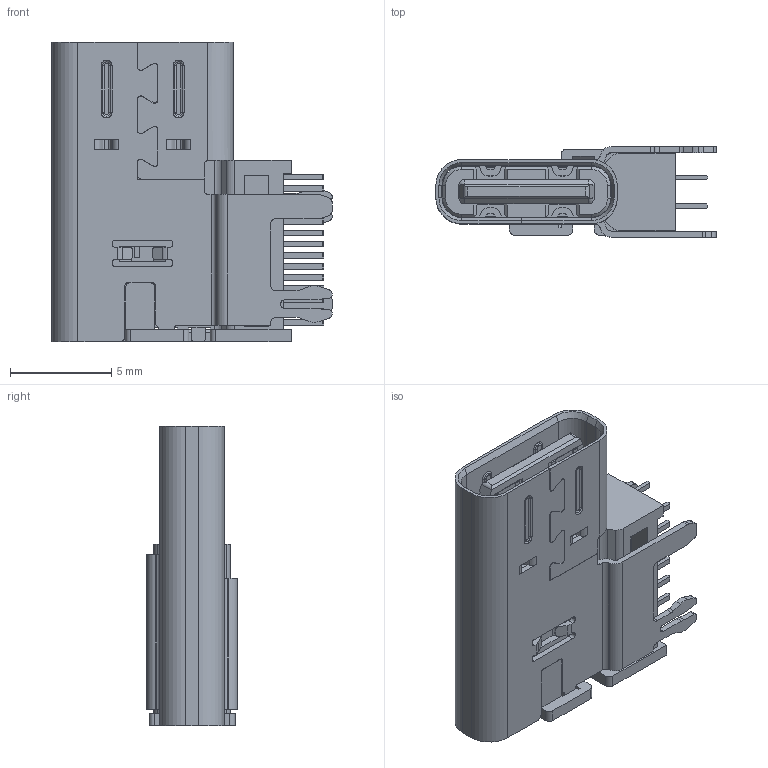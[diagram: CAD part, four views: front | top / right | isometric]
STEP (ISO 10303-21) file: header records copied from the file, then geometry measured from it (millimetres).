
FILE_DESCRIPTION((''),'2;1');
FILE_NAME('TYPE-C_14PIN___3D0001','2025-02-08T11:11:45',('Administrator'),(''),'CREO PARAMETRIC BY PTC INC, 2020154','CREO PARAMETRIC BY PTC INC, 2020154','');
FILE_SCHEMA(('AUTOMOTIVE_DESIGN { 1 0 10303 214 1 1 1 1 }'));
Length unit declared in the file: millimetre
Products named in the file (1): TYPE-C_14PIN___3D0001
Bounding box: 13.81 x 4.46 x 14.75 mm (x, y, z)
Volume: 398.3 mm3; surface area: 1209.2 mm2
Topology: 1 solids, 6 shells, 864 faces, 2490 edges, 1650 vertices
Faces by surface type: plane 567, cylinder 249, torus 32, cone 16
Entity records: 35476 total; most frequent: CARTESIAN_POINT 5517, ORIENTED_EDGE 4980, DIRECTION 4749, EDGE_CURVE 2490, VECTOR 1799, LINE 1799, VERTEX_POINT 1650, AXIS2_PLACEMENT_3D 1475
